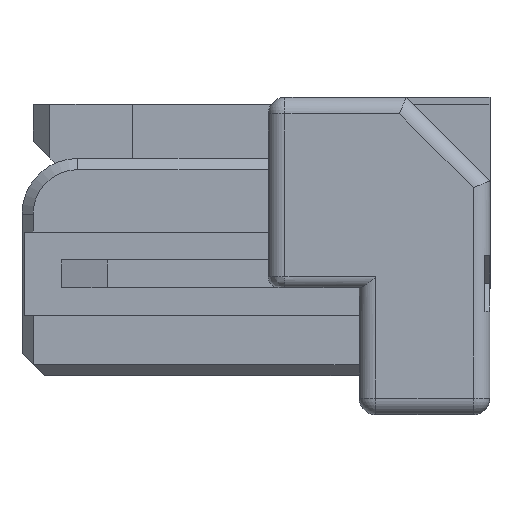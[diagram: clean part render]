
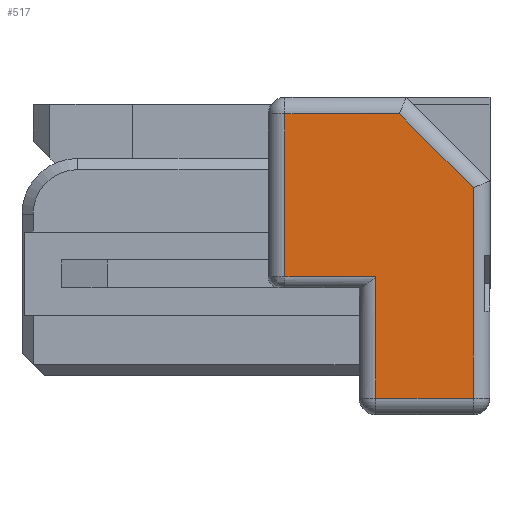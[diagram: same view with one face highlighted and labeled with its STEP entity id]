
A CAD part, left-side view. The second image highlights one B-rep face of the part: STEP entity #517.
In plain terms, the highlighted planar face has unit normal (-1, 0, 0).
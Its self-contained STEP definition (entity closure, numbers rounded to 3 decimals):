
#191=FACE_OUTER_BOUND('',#1101,.T.);
#517=ADVANCED_FACE('',(#191),#827,.F.);
#827=PLANE('',#6368);
#1101=EDGE_LOOP('',(#3311,#3312,#3313,#3314,#3315,#3316,#3317));
#1751=LINE('',#9345,#2469);
#1752=LINE('',#9348,#2470);
#1753=LINE('',#9350,#2471);
#1754=LINE('',#9352,#2472);
#1755=LINE('',#9354,#2473);
#1756=LINE('',#9356,#2474);
#1757=LINE('',#9358,#2475);
#2469=VECTOR('',#7362,1.);
#2470=VECTOR('',#7363,1.);
#2471=VECTOR('',#7364,1.);
#2472=VECTOR('',#7365,1.);
#2473=VECTOR('',#7366,1.);
#2474=VECTOR('',#7367,1.);
#2475=VECTOR('',#7368,1.);
#3311=ORIENTED_EDGE('',*,*,#5623,.T.);
#3312=ORIENTED_EDGE('',*,*,#5624,.T.);
#3313=ORIENTED_EDGE('',*,*,#5625,.T.);
#3314=ORIENTED_EDGE('',*,*,#5626,.T.);
#3315=ORIENTED_EDGE('',*,*,#5627,.T.);
#3316=ORIENTED_EDGE('',*,*,#5628,.T.);
#3317=ORIENTED_EDGE('',*,*,#5629,.T.);
#4977=VERTEX_POINT('',#9346);
#4978=VERTEX_POINT('',#9347);
#4979=VERTEX_POINT('',#9349);
#4980=VERTEX_POINT('',#9351);
#4981=VERTEX_POINT('',#9353);
#4982=VERTEX_POINT('',#9355);
#4983=VERTEX_POINT('',#9357);
#5623=EDGE_CURVE('',#4977,#4978,#1751,.T.);
#5624=EDGE_CURVE('',#4978,#4979,#1752,.T.);
#5625=EDGE_CURVE('',#4979,#4980,#1753,.T.);
#5626=EDGE_CURVE('',#4980,#4981,#1754,.T.);
#5627=EDGE_CURVE('',#4981,#4982,#1755,.T.);
#5628=EDGE_CURVE('',#4982,#4983,#1756,.T.);
#5629=EDGE_CURVE('',#4983,#4977,#1757,.T.);
#6368=AXIS2_PLACEMENT_3D('',#9359,#7369,#7370);
#7362=DIRECTION('',(0.,0.,-1.));
#7363=DIRECTION('',(0.,-1.,0.));
#7364=DIRECTION('',(0.,0.,-1.));
#7365=DIRECTION('',(0.,-1.,0.));
#7366=DIRECTION('',(0.,0.,1.));
#7367=DIRECTION('',(0.,0.707,0.707));
#7368=DIRECTION('',(0.,1.,0.));
#7369=DIRECTION('',(1.,0.,0.));
#7370=DIRECTION('',(0.,0.,-1.));
#9345=CARTESIAN_POINT('',(-8.4,3.68,0.));
#9346=CARTESIAN_POINT('',(-8.4,3.68,6.25));
#9347=CARTESIAN_POINT('',(-8.4,3.68,3.33));
#9348=CARTESIAN_POINT('',(-8.4,0.,3.33));
#9349=CARTESIAN_POINT('',(-8.4,2.05,3.33));
#9350=CARTESIAN_POINT('',(-8.4,2.05,0.));
#9351=CARTESIAN_POINT('',(-8.4,2.05,1.15));
#9352=CARTESIAN_POINT('',(-8.4,0.,1.15));
#9353=CARTESIAN_POINT('',(-8.4,0.3,1.15));
#9354=CARTESIAN_POINT('',(-8.4,0.3,0.));
#9355=CARTESIAN_POINT('',(-8.4,0.3,4.926));
#9356=CARTESIAN_POINT('',(-8.4,-2.313,2.313));
#9357=CARTESIAN_POINT('',(-8.4,1.624,6.25));
#9358=CARTESIAN_POINT('',(-8.4,0.,6.25));
#9359=CARTESIAN_POINT('',(-8.4,0.,0.));
